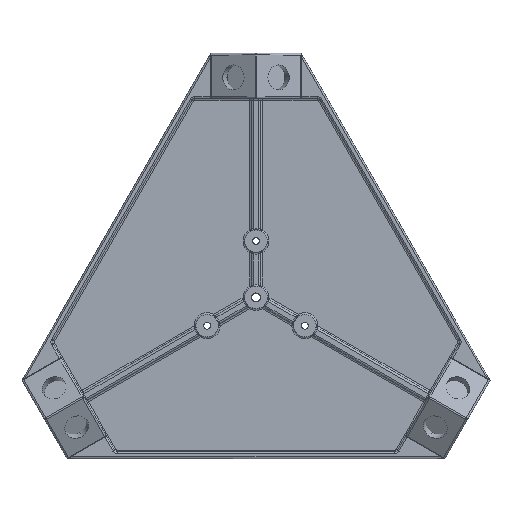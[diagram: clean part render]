
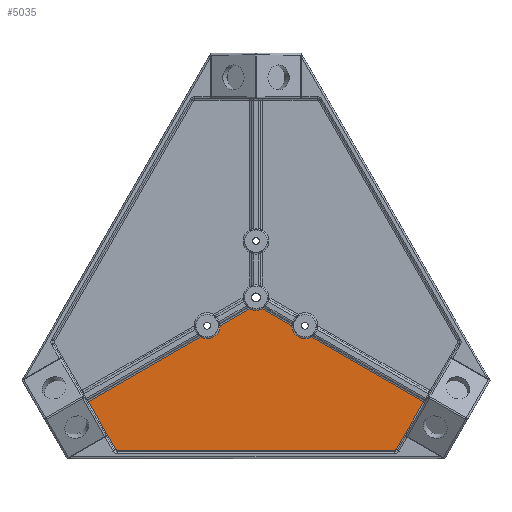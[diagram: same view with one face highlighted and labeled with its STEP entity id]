
A CAD part, top view. The second image highlights one B-rep face of the part: STEP entity #5035.
In plain terms, the highlighted planar face has unit normal (0, 0, 1).
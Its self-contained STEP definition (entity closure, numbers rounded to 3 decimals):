
#39 = CARTESIAN_POINT ( 'NONE',  ( 151.41, -87.417, 0. ) ) ;
#172 = EDGE_CURVE ( 'NONE', #3443, #5717, #446, .T. ) ;
#220 = DIRECTION ( 'NONE',  ( 0.866, 0.5, 0. ) ) ;
#233 = VERTEX_POINT ( 'NONE', #8643 ) ;
#288 = CARTESIAN_POINT ( 'NONE',  ( 0., -142.808, 0. ) ) ;
#303 = CARTESIAN_POINT ( 'NONE',  ( -122.894, -133.808, 0. ) ) ;
#446 = LINE ( 'NONE', #39, #1525 ) ;
#477 = ORIENTED_EDGE ( 'NONE', *, *, #172, .T. ) ;
#553 = CARTESIAN_POINT ( 'NONE',  ( 43.301, -25., 0. ) ) ;
#705 = LINE ( 'NONE', #4544, #9704 ) ;
#724 = EDGE_CURVE ( 'NONE', #2962, #1733, #9286, .T. ) ;
#772 = EDGE_CURVE ( 'NONE', #1733, #9077, #705, .T. ) ;
#983 = CARTESIAN_POINT ( 'NONE',  ( -43.301, -25., 0. ) ) ;
#1525 = VECTOR ( 'NONE', #1716, 1000. ) ;
#1529 = CARTESIAN_POINT ( 'NONE',  ( -122.894, -135.308, 0. ) ) ;
#1599 = VERTEX_POINT ( 'NONE', #7765 ) ;
#1716 = DIRECTION ( 'NONE',  ( 0.5, 0.866, 0. ) ) ;
#1733 = VERTEX_POINT ( 'NONE', #3278 ) ;
#1841 = VECTOR ( 'NONE', #9172, 1000. ) ;
#1999 = AXIS2_PLACEMENT_3D ( 'NONE', #3867, #6444, #9924 ) ;
#2070 = DIRECTION ( 'NONE',  ( 0., 0., -1. ) ) ;
#2164 = CARTESIAN_POINT ( 'NONE',  ( 158.366, -98.072, 0. ) ) ;
#2319 = EDGE_CURVE ( 'NONE', #9077, #233, #5661, .T. ) ;
#2387 = ORIENTED_EDGE ( 'NONE', *, *, #5087, .T. ) ;
#2462 = CARTESIAN_POINT ( 'NONE',  ( 158.366, -98.072, 0. ) ) ;
#2803 = DIRECTION ( 'NONE',  ( 0., 0., 1. ) ) ;
#2929 = PLANE ( 'NONE',  #5442 ) ;
#2930 = ORIENTED_EDGE ( 'NONE', *, *, #9552, .F. ) ;
#2962 = VERTEX_POINT ( 'NONE', #1529 ) ;
#3278 = CARTESIAN_POINT ( 'NONE',  ( -124.193, -134.558, 0. ) ) ;
#3396 = VERTEX_POINT ( 'NONE', #9564 ) ;
#3405 = CARTESIAN_POINT ( 'NONE',  ( -148.535, -92.396, 0. ) ) ;
#3430 = CARTESIAN_POINT ( 'NONE',  ( 148.535, -92.396, 0. ) ) ;
#3443 = VERTEX_POINT ( 'NONE', #6031 ) ;
#3518 = LINE ( 'NONE', #8003, #5823 ) ;
#3539 = DIRECTION ( 'NONE',  ( -0.5, 0.866, 0. ) ) ;
#3629 = DIRECTION ( 'NONE',  ( 0.866, 0.5, 0. ) ) ;
#3867 = CARTESIAN_POINT ( 'NONE',  ( 122.894, -133.808, 0. ) ) ;
#3983 = LINE ( 'NONE', #2164, #1841 ) ;
#4068 = CIRCLE ( 'NONE', #1999, 1.5 ) ;
#4135 = DIRECTION ( 'NONE',  ( -1., 0., 0. ) ) ;
#4228 = EDGE_CURVE ( 'NONE', #6762, #3396, #7680, .T. ) ;
#4481 = ORIENTED_EDGE ( 'NONE', *, *, #772, .F. ) ;
#4544 = CARTESIAN_POINT ( 'NONE',  ( -151.41, -87.417, 0. ) ) ;
#5009 = CIRCLE ( 'NONE', #5337, 11.5 ) ;
#5035 = ADVANCED_FACE ( 'NONE', ( #10954 ), #2929, .F. ) ;
#5087 = EDGE_CURVE ( 'NONE', #5717, #5735, #3983, .T. ) ;
#5164 = ORIENTED_EDGE ( 'NONE', *, *, #4228, .T. ) ;
#5273 = ORIENTED_EDGE ( 'NONE', *, *, #724, .F. ) ;
#5300 = DIRECTION ( 'NONE',  ( -1., 0., 0. ) ) ;
#5337 = AXIS2_PLACEMENT_3D ( 'NONE', #553, #7499, #5696 ) ;
#5405 = DIRECTION ( 'NONE',  ( -0.5, 0.866, 0. ) ) ;
#5429 = CARTESIAN_POINT ( 'NONE',  ( 122.894, -135.308, 0. ) ) ;
#5442 = AXIS2_PLACEMENT_3D ( 'NONE', #288, #8955, #9910 ) ;
#5661 = LINE ( 'NONE', #9790, #9086 ) ;
#5681 = ORIENTED_EDGE ( 'NONE', *, *, #8162, .T. ) ;
#5696 = DIRECTION ( 'NONE',  ( 0.5, 0.866, 0. ) ) ;
#5717 = VERTEX_POINT ( 'NONE', #3430 ) ;
#5735 = VERTEX_POINT ( 'NONE', #10045 ) ;
#5823 = VECTOR ( 'NONE', #220, 1000. ) ;
#5940 = CARTESIAN_POINT ( 'NONE',  ( 31.801, -25., 0. ) ) ;
#5946 = DIRECTION ( 'NONE',  ( -0.866, 0.5, 0. ) ) ;
#6031 = CARTESIAN_POINT ( 'NONE',  ( 124.193, -134.558, 0. ) ) ;
#6205 = AXIS2_PLACEMENT_3D ( 'NONE', #983, #2803, #3539 ) ;
#6322 = AXIS2_PLACEMENT_3D ( 'NONE', #303, #2070, #5405 ) ;
#6444 = DIRECTION ( 'NONE',  ( 0., 0., 1. ) ) ;
#6762 = VERTEX_POINT ( 'NONE', #9180 ) ;
#6952 = DIRECTION ( 'NONE',  ( 0., 0., -1. ) ) ;
#7223 = EDGE_CURVE ( 'NONE', #9397, #6762, #9142, .T. ) ;
#7499 = DIRECTION ( 'NONE',  ( 0., 0., -1. ) ) ;
#7680 = CIRCLE ( 'NONE', #9626, 11.5 ) ;
#7765 = CARTESIAN_POINT ( 'NONE',  ( -31.801, -25., 0. ) ) ;
#7842 = EDGE_LOOP ( 'NONE', ( #7995, #5164, #2930, #10052, #11276, #4481, #5273, #10613, #5681, #477, #2387, #9845 ) ) ;
#7995 = ORIENTED_EDGE ( 'NONE', *, *, #7223, .T. ) ;
#8003 = CARTESIAN_POINT ( 'NONE',  ( -158.366, -98.072, 0. ) ) ;
#8162 = EDGE_CURVE ( 'NONE', #10416, #3443, #4068, .T. ) ;
#8643 = CARTESIAN_POINT ( 'NONE',  ( -49.051, -34.959, 0. ) ) ;
#8840 = VECTOR ( 'NONE', #4135, 1000. ) ;
#8955 = DIRECTION ( 'NONE',  ( 0., 0., -1. ) ) ;
#9077 = VERTEX_POINT ( 'NONE', #3405 ) ;
#9086 = VECTOR ( 'NONE', #3629, 1000. ) ;
#9142 = LINE ( 'NONE', #2462, #10529 ) ;
#9172 = DIRECTION ( 'NONE',  ( -0.866, 0.5, 0. ) ) ;
#9180 = CARTESIAN_POINT ( 'NONE',  ( 5.75, -9.959, 0. ) ) ;
#9286 = CIRCLE ( 'NONE', #6322, 1.5 ) ;
#9322 = CARTESIAN_POINT ( 'NONE',  ( 0., 0., 0. ) ) ;
#9397 = VERTEX_POINT ( 'NONE', #5940 ) ;
#9499 = CARTESIAN_POINT ( 'NONE',  ( 0., -135.308, 0. ) ) ;
#9537 = EDGE_CURVE ( 'NONE', #233, #1599, #9674, .T. ) ;
#9552 = EDGE_CURVE ( 'NONE', #1599, #3396, #3518, .T. ) ;
#9564 = CARTESIAN_POINT ( 'NONE',  ( -5.75, -9.959, 0. ) ) ;
#9626 = AXIS2_PLACEMENT_3D ( 'NONE', #9322, #6952, #5300 ) ;
#9674 = CIRCLE ( 'NONE', #6205, 11.5 ) ;
#9704 = VECTOR ( 'NONE', #10658, 1000. ) ;
#9790 = CARTESIAN_POINT ( 'NONE',  ( -158.366, -98.072, 0. ) ) ;
#9845 = ORIENTED_EDGE ( 'NONE', *, *, #10065, .T. ) ;
#9910 = DIRECTION ( 'NONE',  ( -0.5, 0.866, 0. ) ) ;
#9924 = DIRECTION ( 'NONE',  ( 0.5, 0.866, 0. ) ) ;
#10045 = CARTESIAN_POINT ( 'NONE',  ( 49.051, -34.959, 0. ) ) ;
#10052 = ORIENTED_EDGE ( 'NONE', *, *, #9537, .F. ) ;
#10065 = EDGE_CURVE ( 'NONE', #5735, #9397, #5009, .T. ) ;
#10157 = EDGE_CURVE ( 'NONE', #10416, #2962, #11293, .T. ) ;
#10416 = VERTEX_POINT ( 'NONE', #5429 ) ;
#10529 = VECTOR ( 'NONE', #5946, 1000. ) ;
#10613 = ORIENTED_EDGE ( 'NONE', *, *, #10157, .F. ) ;
#10658 = DIRECTION ( 'NONE',  ( -0.5, 0.866, 0. ) ) ;
#10954 = FACE_OUTER_BOUND ( 'NONE', #7842, .T. ) ;
#11276 = ORIENTED_EDGE ( 'NONE', *, *, #2319, .F. ) ;
#11293 = LINE ( 'NONE', #9499, #8840 ) ;
